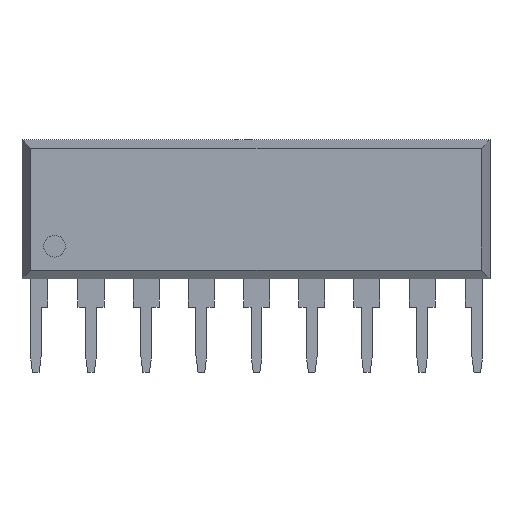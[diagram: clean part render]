
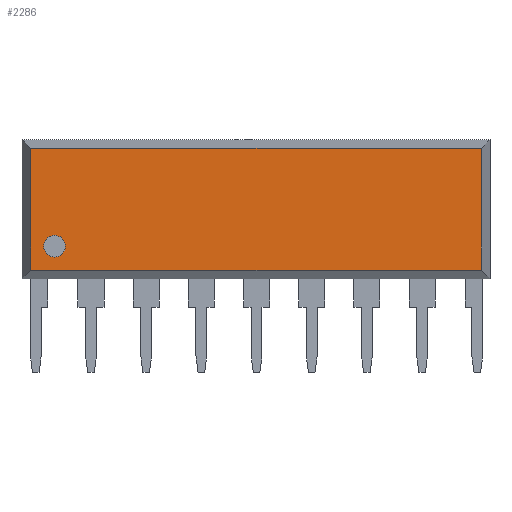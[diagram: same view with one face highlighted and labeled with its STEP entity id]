
A CAD part, front view. The second image highlights one B-rep face of the part: STEP entity #2286.
In plain terms, the highlighted planar face has unit normal (0, -1, 0).
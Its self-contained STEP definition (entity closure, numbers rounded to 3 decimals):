
#461 = VERTEX_POINT('',#462);
#462 = CARTESIAN_POINT('',(-0.235,-1.5,1.7));
#470 = VERTEX_POINT('',#471);
#471 = CARTESIAN_POINT('',(-0.235,-1.5,7.3));
#477 = EDGE_CURVE('',#461,#470,#478,.T.);
#478 = LINE('',#479,#480);
#479 = CARTESIAN_POINT('',(-0.235,-1.5,1.7));
#480 = VECTOR('',#481,1.);
#481 = DIRECTION('',(0.,0.,1.));
#578 = EDGE_CURVE('',#461,#579,#581,.T.);
#579 = VERTEX_POINT('',#580);
#580 = CARTESIAN_POINT('',(20.505,-1.5,1.7));
#581 = LINE('',#582,#583);
#582 = CARTESIAN_POINT('',(-0.635,-1.5,1.7));
#583 = VECTOR('',#584,1.);
#584 = DIRECTION('',(1.,0.,0.));
#2266 = EDGE_CURVE('',#470,#2267,#2269,.T.);
#2267 = VERTEX_POINT('',#2268);
#2268 = CARTESIAN_POINT('',(20.505,-1.5,7.3));
#2269 = LINE('',#2270,#2271);
#2270 = CARTESIAN_POINT('',(-0.635,-1.5,7.3));
#2271 = VECTOR('',#2272,1.);
#2272 = DIRECTION('',(1.,0.,0.));
#2286 = ADVANCED_FACE('',(#2287,#2298),#2309,.F.);
#2287 = FACE_BOUND('',#2288,.F.);
#2288 = EDGE_LOOP('',(#2289,#2290,#2291,#2292));
#2289 = ORIENTED_EDGE('',*,*,#578,.F.);
#2290 = ORIENTED_EDGE('',*,*,#477,.T.);
#2291 = ORIENTED_EDGE('',*,*,#2266,.T.);
#2292 = ORIENTED_EDGE('',*,*,#2293,.F.);
#2293 = EDGE_CURVE('',#579,#2267,#2294,.T.);
#2294 = LINE('',#2295,#2296);
#2295 = CARTESIAN_POINT('',(20.505,-1.5,1.7));
#2296 = VECTOR('',#2297,1.);
#2297 = DIRECTION('',(0.,0.,1.));
#2298 = FACE_BOUND('',#2299,.F.);
#2299 = EDGE_LOOP('',(#2300));
#2300 = ORIENTED_EDGE('',*,*,#2301,.T.);
#2301 = EDGE_CURVE('',#2302,#2302,#2304,.T.);
#2302 = VERTEX_POINT('',#2303);
#2303 = CARTESIAN_POINT('',(1.365,-1.5,2.8));
#2304 = CIRCLE('',#2305,0.5);
#2305 = AXIS2_PLACEMENT_3D('',#2306,#2307,#2308);
#2306 = CARTESIAN_POINT('',(0.865,-1.5,2.8));
#2307 = DIRECTION('',(0.,-1.,0.));
#2308 = DIRECTION('',(1.,0.,0.));
#2309 = PLANE('',#2310);
#2310 = AXIS2_PLACEMENT_3D('',#2311,#2312,#2313);
#2311 = CARTESIAN_POINT('',(-0.635,-1.5,1.3));
#2312 = DIRECTION('',(0.,1.,0.));
#2313 = DIRECTION('',(1.,0.,0.));
